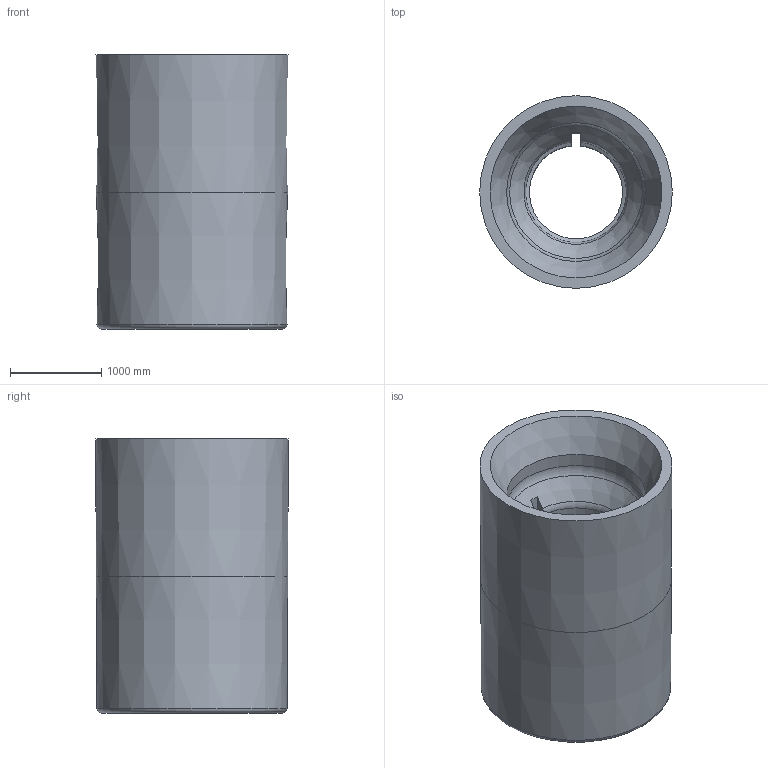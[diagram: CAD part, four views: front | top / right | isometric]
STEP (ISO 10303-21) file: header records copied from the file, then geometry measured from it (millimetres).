
FILE_DESCRIPTION(/* description */ (''),/* implementation_level */ '2;1');
FILE_NAME(/* name */ '18108.100X_3D.stp',/* time_stamp */ '2025-02-21T13:29:25+01:00',/* author */ ('c.rudolph'),/* organization */ (''),/* preprocessor_version */ 'ST-DEVELOPER v20',/* originating_system */ 'AutoCAD Mechanical',/* authorisation */ '');
FILE_SCHEMA (('AUTOMOTIVE_DESIGN { 1 0 10303 214 3 1 1 }'));
Length unit declared in the file: centimetre
Products named in the file (2): Product; *S0
Assembly tree (1 placements, depth 2):
  Product
    *S0
Bounding box: 2110 x 2110 x 3000 mm (x, y, z)
Volume: 6682672595.6 mm3; surface area: 42481508.7 mm2
Topology: 2 solids, 2 shells, 58 faces, 140 edges, 89 vertices
Faces by surface type: plane 20, cone 19, cylinder 16, torus 3
Full cylindrical faces by diameter (mm): 1520 x1
Entity records: 1779 total; most frequent: CARTESIAN_POINT 334, DIRECTION 309, ORIENTED_EDGE 278, EDGE_CURVE 139, AXIS2_PLACEMENT_3D 120, VERTEX_POINT 87, LINE 69, VECTOR 69
